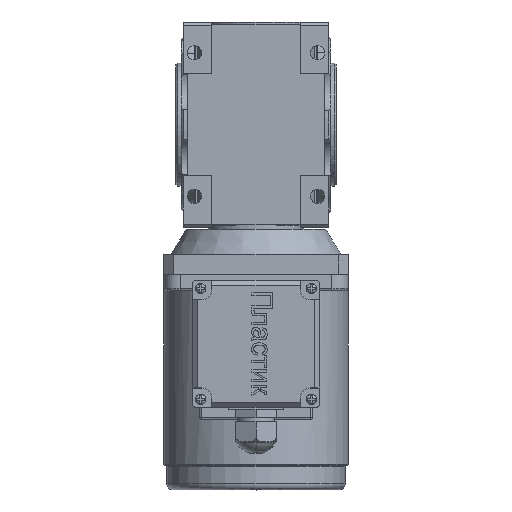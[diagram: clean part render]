
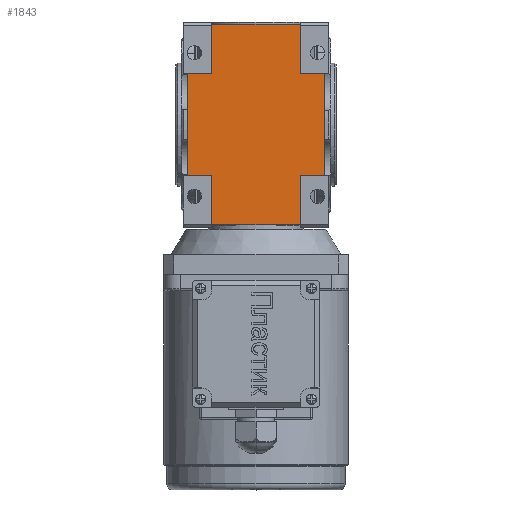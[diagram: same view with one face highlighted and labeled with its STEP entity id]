
A CAD part, top view. The second image highlights one B-rep face of the part: STEP entity #1843.
In plain terms, the highlighted face is planar.
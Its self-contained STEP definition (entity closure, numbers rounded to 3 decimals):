
#1843=ADVANCED_FACE('',(#3050),#2443,.F.);
#2443=PLANE('',#15687);
#3050=FACE_OUTER_BOUND('',#3937,.T.);
#3937=EDGE_LOOP('',(#9133,#9134,#9135,#9136,#9137,#9138,#9139,#9140,#9141,
#9142,#9143,#9144));
#4979=LINE('',#24376,#6241);
#4980=LINE('',#24379,#6242);
#4981=LINE('',#24381,#6243);
#4982=LINE('',#24383,#6244);
#4983=LINE('',#24385,#6245);
#4984=LINE('',#24387,#6246);
#4985=LINE('',#24389,#6247);
#4986=LINE('',#24391,#6248);
#4987=LINE('',#24393,#6249);
#4988=LINE('',#24395,#6250);
#4989=LINE('',#24397,#6251);
#4990=LINE('',#24399,#6252);
#6241=VECTOR('',#18732,1.);
#6242=VECTOR('',#18733,1.);
#6243=VECTOR('',#18734,1.);
#6244=VECTOR('',#18735,1.);
#6245=VECTOR('',#18736,1.);
#6246=VECTOR('',#18737,1.);
#6247=VECTOR('',#18738,1.);
#6248=VECTOR('',#18739,1.);
#6249=VECTOR('',#18740,1.);
#6250=VECTOR('',#18741,1.);
#6251=VECTOR('',#18742,1.);
#6252=VECTOR('',#18743,1.);
#9133=ORIENTED_EDGE('',*,*,#13742,.F.);
#9134=ORIENTED_EDGE('',*,*,#13743,.T.);
#9135=ORIENTED_EDGE('',*,*,#13744,.F.);
#9136=ORIENTED_EDGE('',*,*,#13745,.F.);
#9137=ORIENTED_EDGE('',*,*,#13746,.F.);
#9138=ORIENTED_EDGE('',*,*,#13747,.F.);
#9139=ORIENTED_EDGE('',*,*,#13748,.F.);
#9140=ORIENTED_EDGE('',*,*,#13749,.T.);
#9141=ORIENTED_EDGE('',*,*,#13750,.T.);
#9142=ORIENTED_EDGE('',*,*,#13751,.T.);
#9143=ORIENTED_EDGE('',*,*,#13752,.F.);
#9144=ORIENTED_EDGE('',*,*,#13753,.F.);
#11988=VERTEX_POINT('',#24377);
#11989=VERTEX_POINT('',#24378);
#11990=VERTEX_POINT('',#24380);
#11991=VERTEX_POINT('',#24382);
#11992=VERTEX_POINT('',#24384);
#11993=VERTEX_POINT('',#24386);
#11994=VERTEX_POINT('',#24388);
#11995=VERTEX_POINT('',#24390);
#11996=VERTEX_POINT('',#24392);
#11997=VERTEX_POINT('',#24394);
#11998=VERTEX_POINT('',#24396);
#11999=VERTEX_POINT('',#24398);
#13742=EDGE_CURVE('',#11988,#11989,#4979,.T.);
#13743=EDGE_CURVE('',#11988,#11990,#4980,.T.);
#13744=EDGE_CURVE('',#11991,#11990,#4981,.T.);
#13745=EDGE_CURVE('',#11992,#11991,#4982,.T.);
#13746=EDGE_CURVE('',#11993,#11992,#4983,.T.);
#13747=EDGE_CURVE('',#11994,#11993,#4984,.T.);
#13748=EDGE_CURVE('',#11995,#11994,#4985,.T.);
#13749=EDGE_CURVE('',#11995,#11996,#4986,.T.);
#13750=EDGE_CURVE('',#11996,#11997,#4987,.T.);
#13751=EDGE_CURVE('',#11997,#11998,#4988,.T.);
#13752=EDGE_CURVE('',#11999,#11998,#4989,.T.);
#13753=EDGE_CURVE('',#11989,#11999,#4990,.T.);
#15687=AXIS2_PLACEMENT_3D('',#24400,#18744,#18745);
#18732=DIRECTION('',(0.,0.,1.));
#18733=DIRECTION('',(-1.,0.,0.));
#18734=DIRECTION('',(0.,0.,-1.));
#18735=DIRECTION('',(1.,0.,0.));
#18736=DIRECTION('',(0.,0.,-1.));
#18737=DIRECTION('',(-1.,0.,0.));
#18738=DIRECTION('',(0.,0.,-1.));
#18739=DIRECTION('',(1.,0.,0.));
#18740=DIRECTION('',(0.,0.,-1.));
#18741=DIRECTION('',(1.,0.,0.));
#18742=DIRECTION('',(0.,0.,1.));
#18743=DIRECTION('',(1.,0.,0.));
#18744=DIRECTION('',(0.,-1.,0.));
#18745=DIRECTION('',(-1.,0.,0.));
#24376=CARTESIAN_POINT('',(21.5,69.37,-48.935));
#24377=CARTESIAN_POINT('',(21.5,69.37,-48.935));
#24378=CARTESIAN_POINT('',(21.5,69.37,-25.));
#24379=CARTESIAN_POINT('',(21.5,69.37,-48.935));
#24380=CARTESIAN_POINT('',(-21.5,69.37,-48.935));
#24381=CARTESIAN_POINT('',(-21.5,69.37,-25.));
#24382=CARTESIAN_POINT('',(-21.5,69.37,-25.));
#24383=CARTESIAN_POINT('',(-33.37,69.37,-25.));
#24384=CARTESIAN_POINT('',(-33.37,69.37,-25.));
#24385=CARTESIAN_POINT('',(-33.37,69.37,25.));
#24386=CARTESIAN_POINT('',(-33.37,69.37,25.));
#24387=CARTESIAN_POINT('',(-21.5,69.37,25.));
#24388=CARTESIAN_POINT('',(-21.5,69.37,25.));
#24389=CARTESIAN_POINT('',(-21.5,69.37,48.935));
#24390=CARTESIAN_POINT('',(-21.5,69.37,48.935));
#24391=CARTESIAN_POINT('',(-21.5,69.37,48.935));
#24392=CARTESIAN_POINT('',(21.5,69.37,48.935));
#24393=CARTESIAN_POINT('',(21.5,69.37,48.935));
#24394=CARTESIAN_POINT('',(21.5,69.37,25.));
#24395=CARTESIAN_POINT('',(21.5,69.37,25.));
#24396=CARTESIAN_POINT('',(33.37,69.37,25.));
#24397=CARTESIAN_POINT('',(33.37,69.37,-25.));
#24398=CARTESIAN_POINT('',(33.37,69.37,-25.));
#24399=CARTESIAN_POINT('',(21.5,69.37,-25.));
#24400=CARTESIAN_POINT('',(21.5,69.37,-48.935));
